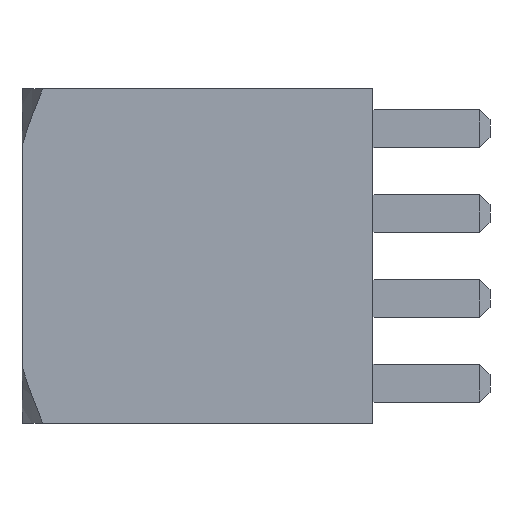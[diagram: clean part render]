
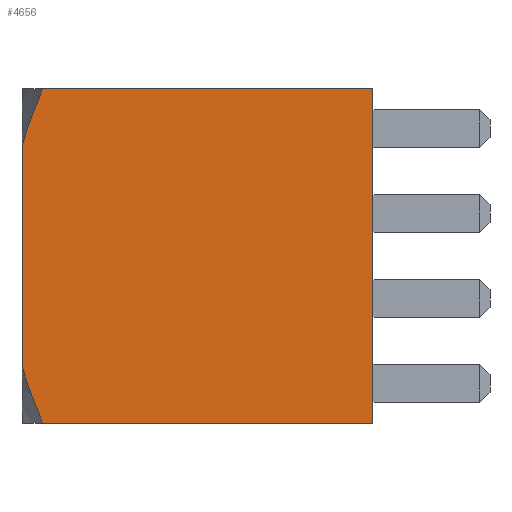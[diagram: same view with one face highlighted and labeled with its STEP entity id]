
A CAD part, left-side view. The second image highlights one B-rep face of the part: STEP entity #4656.
In plain terms, the highlighted planar face has unit normal (-1, 0, 0).
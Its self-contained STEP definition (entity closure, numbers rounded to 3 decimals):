
#35 = EDGE_CURVE ( 'NONE', #1995, #2305, #919, .T. ) ;
#225 = CARTESIAN_POINT ( 'NONE',  ( -5., 0., -5. ) ) ;
#277 = ORIENTED_EDGE ( 'NONE', *, *, #686, .T. ) ;
#337 = EDGE_CURVE ( 'NONE', #4242, #1224, #3876, .T. ) ;
#381 = VECTOR ( 'NONE', #1557, 1000. ) ;
#390 = CARTESIAN_POINT ( 'NONE',  ( -5., 10.5, 3.317 ) ) ;
#418 = ORIENTED_EDGE ( 'NONE', *, *, #35, .T. ) ;
#541 = CARTESIAN_POINT ( 'NONE',  ( -5., 10.5, -5. ) ) ;
#558 = CARTESIAN_POINT ( 'NONE',  ( -5., 10.317, -3.888 ) ) ;
#686 = EDGE_CURVE ( 'NONE', #2876, #1030, #815, .T. ) ;
#743 = CARTESIAN_POINT ( 'NONE',  ( -5., 10.5, -5. ) ) ;
#815 = B_SPLINE_CURVE_WITH_KNOTS ( 'NONE', 3,
 ( #4910, #558, #3770, #2949 ),
 .UNSPECIFIED., .F., .F.,
 ( 4, 4 ),
 ( 0.015, 0.017 ),
 .UNSPECIFIED. ) ;
#919 = B_SPLINE_CURVE_WITH_KNOTS ( 'NONE', 3,
 ( #3086, #3555, #2325, #2703 ),
 .UNSPECIFIED., .F., .F.,
 ( 4, 4 ),
 ( 0.007, 0.009 ),
 .UNSPECIFIED. ) ;
#927 = DIRECTION ( 'NONE',  ( 1., 0., 0. ) ) ;
#954 = DIRECTION ( 'NONE',  ( 0., 0., 1. ) ) ;
#1030 = VERTEX_POINT ( 'NONE', #2020 ) ;
#1224 = VERTEX_POINT ( 'NONE', #1382 ) ;
#1380 = LINE ( 'NONE', #743, #381 ) ;
#1382 = CARTESIAN_POINT ( 'NONE',  ( -5., 0., 5. ) ) ;
#1557 = DIRECTION ( 'NONE',  ( 0., 0., 1. ) ) ;
#1727 = VECTOR ( 'NONE', #954, 1000. ) ;
#1941 = ORIENTED_EDGE ( 'NONE', *, *, #5172, .T. ) ;
#1995 = VERTEX_POINT ( 'NONE', #3855 ) ;
#2020 = CARTESIAN_POINT ( 'NONE',  ( -5., 9.882, -5. ) ) ;
#2105 = DIRECTION ( 'NONE',  ( 0., -1., 0. ) ) ;
#2305 = VERTEX_POINT ( 'NONE', #390 ) ;
#2325 = CARTESIAN_POINT ( 'NONE',  ( -5., 10.319, 3.885 ) ) ;
#2482 = DIRECTION ( 'NONE',  ( 0., -1., 0. ) ) ;
#2560 = VECTOR ( 'NONE', #2482, 1000. ) ;
#2703 = CARTESIAN_POINT ( 'NONE',  ( -5., 10.5, 3.317 ) ) ;
#2876 = VERTEX_POINT ( 'NONE', #3959 ) ;
#2895 = EDGE_CURVE ( 'NONE', #2876, #2305, #1380, .T. ) ;
#2949 = CARTESIAN_POINT ( 'NONE',  ( -5., 9.882, -5. ) ) ;
#2951 = PLANE ( 'NONE',  #4186 ) ;
#3086 = CARTESIAN_POINT ( 'NONE',  ( -5., 9.882, 5. ) ) ;
#3090 = LINE ( 'NONE', #4879, #2560 ) ;
#3354 = EDGE_LOOP ( 'NONE', ( #3639, #418, #5120, #277, #1941, #4328 ) ) ;
#3555 = CARTESIAN_POINT ( 'NONE',  ( -5., 10.108, 4.445 ) ) ;
#3639 = ORIENTED_EDGE ( 'NONE', *, *, #4517, .F. ) ;
#3757 = DIRECTION ( 'NONE',  ( 0., 0., -1. ) ) ;
#3770 = CARTESIAN_POINT ( 'NONE',  ( -5., 10.107, -4.448 ) ) ;
#3830 = FACE_OUTER_BOUND ( 'NONE', #3354, .T. ) ;
#3855 = CARTESIAN_POINT ( 'NONE',  ( -5., 9.882, 5. ) ) ;
#3876 = LINE ( 'NONE', #4199, #1727 ) ;
#3959 = CARTESIAN_POINT ( 'NONE',  ( -5., 10.5, -3.317 ) ) ;
#4142 = CARTESIAN_POINT ( 'NONE',  ( -5., 10.5, -5. ) ) ;
#4186 = AXIS2_PLACEMENT_3D ( 'NONE', #541, #927, #3757 ) ;
#4199 = CARTESIAN_POINT ( 'NONE',  ( -5., 0., -5. ) ) ;
#4205 = VECTOR ( 'NONE', #2105, 1000. ) ;
#4242 = VERTEX_POINT ( 'NONE', #225 ) ;
#4328 = ORIENTED_EDGE ( 'NONE', *, *, #337, .T. ) ;
#4517 = EDGE_CURVE ( 'NONE', #1995, #1224, #3090, .T. ) ;
#4621 = LINE ( 'NONE', #4142, #4205 ) ;
#4656 = ADVANCED_FACE ( 'NONE', ( #3830 ), #2951, .F. ) ;
#4879 = CARTESIAN_POINT ( 'NONE',  ( -5., 10.5, 5. ) ) ;
#4910 = CARTESIAN_POINT ( 'NONE',  ( -5., 10.5, -3.317 ) ) ;
#5120 = ORIENTED_EDGE ( 'NONE', *, *, #2895, .F. ) ;
#5172 = EDGE_CURVE ( 'NONE', #1030, #4242, #4621, .T. ) ;
